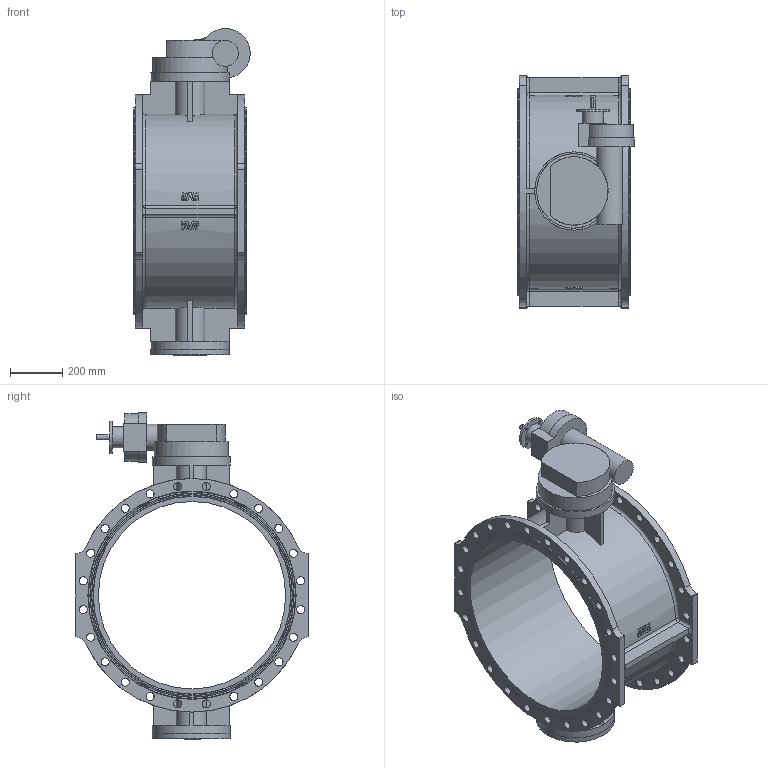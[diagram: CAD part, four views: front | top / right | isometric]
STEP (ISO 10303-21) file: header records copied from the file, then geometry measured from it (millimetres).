
FILE_DESCRIPTION (( 'STEP AP203' ), '1' );
FILE_NAME ('O_756_102_DN700_0XX_AA0_step.step', '2016-03-09T12:04:20', ( 'Windows User' ), ( 'AVK' ), 'SwSTEP 2.0', 'SolidWorks 2012', '' );
FILE_SCHEMA (( 'CONFIG_CONTROL_DESIGN' ));
Length unit declared in the file: millimetre
Products named in the file (1): O_756_102_DN700_0XX_AA0_step
Bounding box: 446 x 895 x 1252.42 mm (x, y, z)
Volume: 46004187.1 mm3; surface area: 3895791.5 mm2
Topology: 1 solids, 1 shells, 614 faces, 1749 edges, 1171 vertices
Faces by surface type: bspline 216, plane 205, cylinder 163, cone 12, torus 10, sphere 8
Full cylindrical faces by diameter (mm): 10.5 x4, 20 x1, 31 x48, 80 x1, 100 x1, 125 x1, 285 x1, 300 x3, 718 x1, 794 x2
Entity records: 24593 total; most frequent: CARTESIAN_POINT 10787, ORIENTED_EDGE 3236, DIRECTION 2002, EDGE_CURVE 1618, VERTEX_POINT 1118, EDGE_LOOP 832, B_SPLINE_CURVE_WITH_KNOTS 768, AXIS2_PLACEMENT_3D 757
